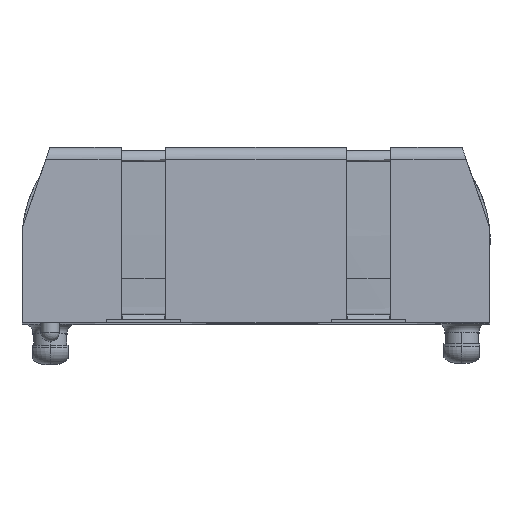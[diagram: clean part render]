
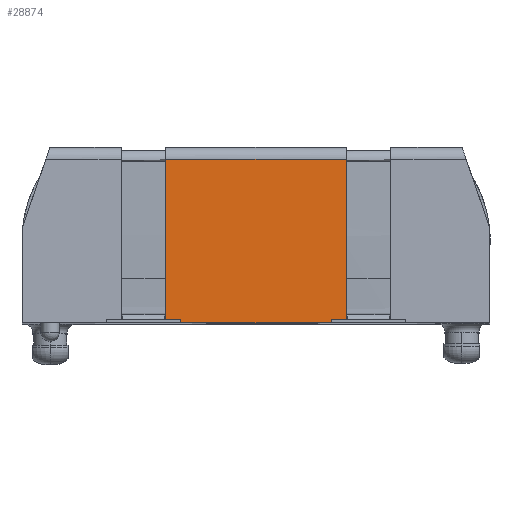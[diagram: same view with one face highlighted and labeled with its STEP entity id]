
A CAD part, top view. The second image highlights one B-rep face of the part: STEP entity #28874.
In plain terms, the highlighted planar face has unit normal (0, 0.018, 1).
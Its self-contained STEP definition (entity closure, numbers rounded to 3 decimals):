
#1038 = EDGE_LOOP ( 'NONE', ( #27460, #31986, #32454, #4373 ) ) ;
#2224 = CARTESIAN_POINT ( 'NONE',  ( 2.465, -11.134, 40.936 ) ) ;
#2714 = VERTEX_POINT ( 'NONE', #7746 ) ;
#3941 = CARTESIAN_POINT ( 'NONE',  ( 7.57, 2.777, 40.693 ) ) ;
#4306 = FACE_OUTER_BOUND ( 'NONE', #1038, .T. ) ;
#4358 = CARTESIAN_POINT ( 'NONE',  ( 7.57, -11.134, 40.936 ) ) ;
#4373 = ORIENTED_EDGE ( 'NONE', *, *, #22759, .T. ) ;
#4874 = CARTESIAN_POINT ( 'NONE',  ( 2.465, 2.777, 40.693 ) ) ;
#5815 = B_SPLINE_CURVE_WITH_KNOTS ( 'NONE', 3,
 ( #29895, #10090, #2224, #27664 ),
 .UNSPECIFIED., .F., .F.,
 ( 4, 4 ),
 ( 0., 1. ),
 .UNSPECIFIED. ) ;
#6926 = VERTEX_POINT ( 'NONE', #4358 ) ;
#7746 = CARTESIAN_POINT ( 'NONE',  ( -7.746, 2.777, 40.693 ) ) ;
#8279 = AXIS2_PLACEMENT_3D ( 'NONE', #25380, #29854, #11655 ) ;
#9224 = CARTESIAN_POINT ( 'NONE',  ( 7.57, -6.497, 40.855 ) ) ;
#9356 = CARTESIAN_POINT ( 'NONE',  ( 7.57, 2.777, 40.693 ) ) ;
#9568 = EDGE_CURVE ( 'NONE', #25866, #6926, #5815, .T. ) ;
#10090 = CARTESIAN_POINT ( 'NONE',  ( -2.641, -11.134, 40.936 ) ) ;
#11655 = DIRECTION ( 'NONE',  ( 1., 0., 0. ) ) ;
#12160 = PLANE ( 'NONE',  #8279 ) ;
#15464 = CARTESIAN_POINT ( 'NONE',  ( -7.746, 2.777, 40.693 ) ) ;
#16923 = CARTESIAN_POINT ( 'NONE',  ( 7.57, -1.86, 40.774 ) ) ;
#18007 = CARTESIAN_POINT ( 'NONE',  ( -7.746, -1.86, 40.774 ) ) ;
#20543 = EDGE_CURVE ( 'NONE', #6926, #20973, #25985, .T. ) ;
#20973 = VERTEX_POINT ( 'NONE', #9356 ) ;
#21333 = EDGE_CURVE ( 'NONE', #2714, #25866, #26502, .T. ) ;
#22759 = EDGE_CURVE ( 'NONE', #20973, #2714, #31905, .T. ) ;
#23753 = CARTESIAN_POINT ( 'NONE',  ( -7.746, 2.777, 40.693 ) ) ;
#24597 = CARTESIAN_POINT ( 'NONE',  ( -7.746, -11.134, 40.936 ) ) ;
#25380 = CARTESIAN_POINT ( 'NONE',  ( -17.606, -12.811, 40.965 ) ) ;
#25590 = CARTESIAN_POINT ( 'NONE',  ( -7.746, -11.134, 40.936 ) ) ;
#25783 = CARTESIAN_POINT ( 'NONE',  ( 7.57, 2.777, 40.693 ) ) ;
#25866 = VERTEX_POINT ( 'NONE', #24597 ) ;
#25985 = B_SPLINE_CURVE_WITH_KNOTS ( 'NONE', 3,
 ( #27927, #9224, #16923, #3941 ),
 .UNSPECIFIED., .F., .F.,
 ( 4, 4 ),
 ( 0., 1. ),
 .UNSPECIFIED. ) ;
#26502 = B_SPLINE_CURVE_WITH_KNOTS ( 'NONE', 3,
 ( #23753, #18007, #33639, #25590 ),
 .UNSPECIFIED., .F., .F.,
 ( 4, 4 ),
 ( 0., 1. ),
 .UNSPECIFIED. ) ;
#27460 = ORIENTED_EDGE ( 'NONE', *, *, #21333, .T. ) ;
#27664 = CARTESIAN_POINT ( 'NONE',  ( 7.57, -11.134, 40.936 ) ) ;
#27927 = CARTESIAN_POINT ( 'NONE',  ( 7.57, -11.134, 40.936 ) ) ;
#28874 = ADVANCED_FACE ( 'NONE', ( #4306 ), #12160, .T. ) ;
#29854 = DIRECTION ( 'NONE',  ( 0., 0.017, 1. ) ) ;
#29895 = CARTESIAN_POINT ( 'NONE',  ( -7.746, -11.134, 40.936 ) ) ;
#31905 = B_SPLINE_CURVE_WITH_KNOTS ( 'NONE', 3,
 ( #25783, #4874, #33668, #15464 ),
 .UNSPECIFIED., .F., .F.,
 ( 4, 4 ),
 ( 0., 1. ),
 .UNSPECIFIED. ) ;
#31986 = ORIENTED_EDGE ( 'NONE', *, *, #9568, .T. ) ;
#32454 = ORIENTED_EDGE ( 'NONE', *, *, #20543, .T. ) ;
#33639 = CARTESIAN_POINT ( 'NONE',  ( -7.746, -6.497, 40.855 ) ) ;
#33668 = CARTESIAN_POINT ( 'NONE',  ( -2.641, 2.777, 40.693 ) ) ;
